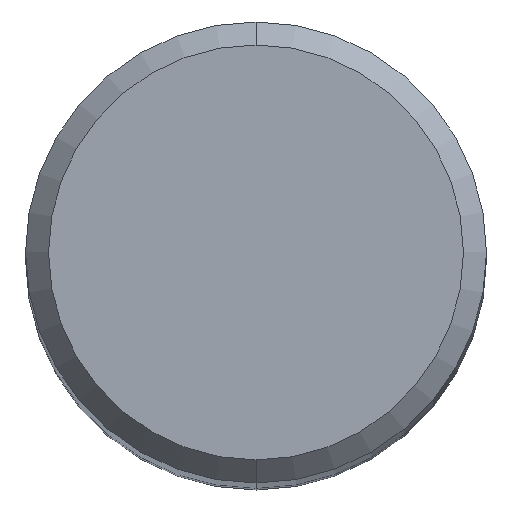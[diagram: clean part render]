
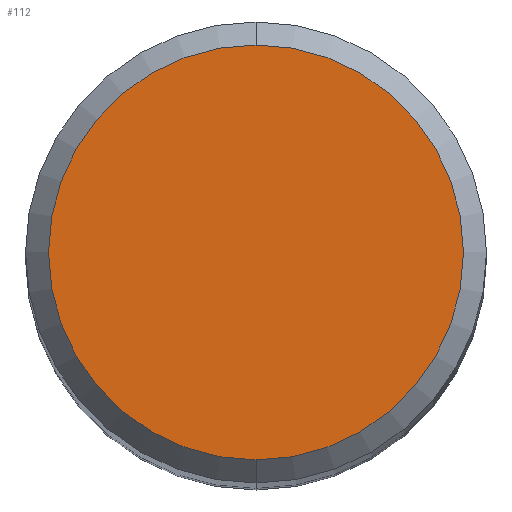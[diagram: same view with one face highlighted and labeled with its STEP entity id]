
A CAD part, top view. The second image highlights one B-rep face of the part: STEP entity #112.
In plain terms, the highlighted planar face has unit normal (0, 0, 1).
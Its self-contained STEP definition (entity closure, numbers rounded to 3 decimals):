
#62=VERTEX_POINT('',#150);
#76=EDGE_CURVE('',#62,#96,#166,.T.);
#96=VERTEX_POINT('',#187);
#112=ADVANCED_FACE('',(#208),#209,.T.);
#126=EDGE_CURVE('',#96,#62,#224,.T.);
#150=CARTESIAN_POINT('',(0.0,3.6,0.0));
#166=CIRCLE('',#258,3.6);
#187=CARTESIAN_POINT('',(0.,-3.6,0.0));
#208=FACE_OUTER_BOUND('',#311,.T.);
#209=PLANE('',#312);
#224=CIRCLE('',#333,3.6);
#258=AXIS2_PLACEMENT_3D('',#359,#360,#361);
#311=EDGE_LOOP('',(#419,#420));
#312=AXIS2_PLACEMENT_3D('',#421,#422,#423);
#333=AXIS2_PLACEMENT_3D('',#437,#438,#439);
#359=CARTESIAN_POINT('',(0.0,0.0,0.0));
#360=DIRECTION('',(0.0,0.0,-1.0));
#361=DIRECTION('',(0.0,1.0,0.0));
#419=ORIENTED_EDGE('',*,*,#76,.F.);
#420=ORIENTED_EDGE('',*,*,#126,.F.);
#421=CARTESIAN_POINT('',(0.0,1.8,0.0));
#422=DIRECTION('',(-0.0,0.0,1.0));
#423=DIRECTION('',(0.0,-1.0,0.0));
#437=CARTESIAN_POINT('',(0.0,0.0,0.0));
#438=DIRECTION('',(0.0,0.0,-1.0));
#439=DIRECTION('',(0.0,1.0,0.0));
